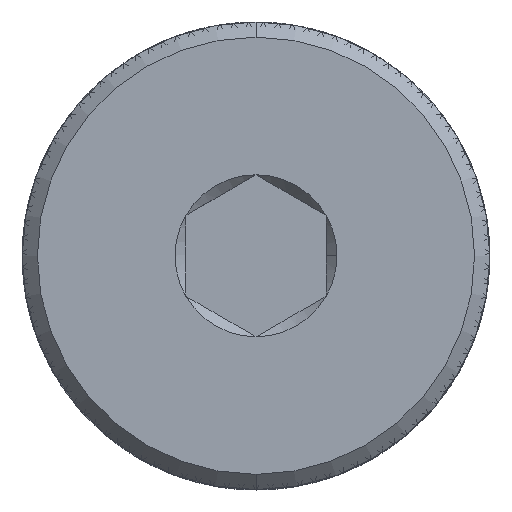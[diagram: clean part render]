
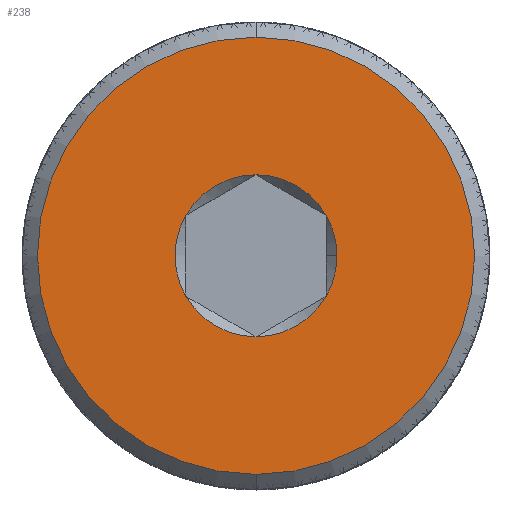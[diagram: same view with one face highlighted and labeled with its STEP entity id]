
A CAD part, top view. The second image highlights one B-rep face of the part: STEP entity #238.
In plain terms, the highlighted planar face has unit normal (0, 0, 1).
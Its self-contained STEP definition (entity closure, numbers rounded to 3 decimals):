
#93 = DIRECTION ( 'NONE',  ( 1., 0., 0. ) ) ;
#100 = CARTESIAN_POINT ( 'NONE',  ( 0., 0., 0. ) ) ;
#238 = ADVANCED_FACE ( 'NONE', ( #4895, #7198 ), #6897, .T. ) ;
#528 = VERTEX_POINT ( 'NONE', #7887 ) ;
#605 = DIRECTION ( 'NONE',  ( 1., 0., 0. ) ) ;
#609 = DIRECTION ( 'NONE',  ( 0., 0., 1. ) ) ;
#1035 = EDGE_CURVE ( 'NONE', #528, #6566, #11794, .T. ) ;
#1238 = DIRECTION ( 'NONE',  ( 0., 0., 1. ) ) ;
#1547 = DIRECTION ( 'NONE',  ( 1., 0., 0. ) ) ;
#1879 = VERTEX_POINT ( 'NONE', #8865 ) ;
#2545 = CIRCLE ( 'NONE', #3300, 1.732 ) ;
#2883 = CARTESIAN_POINT ( 'NONE',  ( 0., -4.675, 0. ) ) ;
#2914 = VERTEX_POINT ( 'NONE', #7349 ) ;
#2980 = CARTESIAN_POINT ( 'NONE',  ( 0., 0., 0. ) ) ;
#3250 = AXIS2_PLACEMENT_3D ( 'NONE', #2980, #609, #13015 ) ;
#3300 = AXIS2_PLACEMENT_3D ( 'NONE', #100, #1238, #10298 ) ;
#3339 = DIRECTION ( 'NONE',  ( 0., 0., 1. ) ) ;
#3540 = CARTESIAN_POINT ( 'NONE',  ( 1.5, -0.866, 0. ) ) ;
#3684 = EDGE_CURVE ( 'NONE', #6566, #5378, #2545, .T. ) ;
#3932 = CARTESIAN_POINT ( 'NONE',  ( 0., 0., 0. ) ) ;
#4109 = VERTEX_POINT ( 'NONE', #13658 ) ;
#4895 = FACE_BOUND ( 'NONE', #8511, .T. ) ;
#4953 = DIRECTION ( 'NONE',  ( 0., -1., 0. ) ) ;
#5028 = DIRECTION ( 'NONE',  ( 0., -1., 0. ) ) ;
#5044 = CARTESIAN_POINT ( 'NONE',  ( -1.5, 0.866, 0. ) ) ;
#5287 = ORIENTED_EDGE ( 'NONE', *, *, #8796, .T. ) ;
#5378 = VERTEX_POINT ( 'NONE', #3540 ) ;
#5468 = CIRCLE ( 'NONE', #3250, 1.732 ) ;
#5728 = DIRECTION ( 'NONE',  ( 0., 0., 1. ) ) ;
#5865 = CARTESIAN_POINT ( 'NONE',  ( 1.5, 0.866, 0. ) ) ;
#6043 = CARTESIAN_POINT ( 'NONE',  ( 0., 0., 0. ) ) ;
#6071 = EDGE_LOOP ( 'NONE', ( #5287, #9450 ) ) ;
#6123 = EDGE_CURVE ( 'NONE', #1879, #14342, #10767, .T. ) ;
#6566 = VERTEX_POINT ( 'NONE', #12583 ) ;
#6754 = DIRECTION ( 'NONE',  ( 0., 0., 1. ) ) ;
#6897 = PLANE ( 'NONE',  #7307 ) ;
#6966 = CARTESIAN_POINT ( 'NONE',  ( 0., 0., 0. ) ) ;
#7138 = EDGE_CURVE ( 'NONE', #11766, #2914, #12902, .T. ) ;
#7198 = FACE_OUTER_BOUND ( 'NONE', #6071, .T. ) ;
#7307 = AXIS2_PLACEMENT_3D ( 'NONE', #7901, #3339, #9191 ) ;
#7342 = ORIENTED_EDGE ( 'NONE', *, *, #9525, .F. ) ;
#7349 = CARTESIAN_POINT ( 'NONE',  ( 0., 4.675, 0. ) ) ;
#7403 = DIRECTION ( 'NONE',  ( 0., 0., 1. ) ) ;
#7442 = ORIENTED_EDGE ( 'NONE', *, *, #1035, .F. ) ;
#7458 = ORIENTED_EDGE ( 'NONE', *, *, #7580, .F. ) ;
#7580 = EDGE_CURVE ( 'NONE', #14342, #528, #10476, .T. ) ;
#7809 = CARTESIAN_POINT ( 'NONE',  ( 0., 0., 0. ) ) ;
#7887 = CARTESIAN_POINT ( 'NONE',  ( -1.5, -0.866, 0. ) ) ;
#7901 = CARTESIAN_POINT ( 'NONE',  ( 0., 0., 0. ) ) ;
#7960 = ORIENTED_EDGE ( 'NONE', *, *, #6123, .F. ) ;
#8511 = EDGE_LOOP ( 'NONE', ( #11352, #7442, #7458, #7960, #12883, #7342, #9709 ) ) ;
#8564 = CIRCLE ( 'NONE', #9486, 1.732 ) ;
#8796 = EDGE_CURVE ( 'NONE', #2914, #11766, #13842, .T. ) ;
#8865 = CARTESIAN_POINT ( 'NONE',  ( 0., 1.732, 0. ) ) ;
#9191 = DIRECTION ( 'NONE',  ( 0., -1., 0. ) ) ;
#9280 = DIRECTION ( 'NONE',  ( 1., 0., 0. ) ) ;
#9450 = ORIENTED_EDGE ( 'NONE', *, *, #7138, .T. ) ;
#9486 = AXIS2_PLACEMENT_3D ( 'NONE', #3932, #14303, #605 ) ;
#9525 = EDGE_CURVE ( 'NONE', #4109, #10951, #5468, .T. ) ;
#9709 = ORIENTED_EDGE ( 'NONE', *, *, #12878, .F. ) ;
#9734 = CIRCLE ( 'NONE', #13620, 1.732 ) ;
#9956 = EDGE_CURVE ( 'NONE', #10951, #1879, #9734, .T. ) ;
#10298 = DIRECTION ( 'NONE',  ( 1., 0., 0. ) ) ;
#10476 = CIRCLE ( 'NONE', #13241, 1.732 ) ;
#10767 = CIRCLE ( 'NONE', #13914, 1.732 ) ;
#10951 = VERTEX_POINT ( 'NONE', #5865 ) ;
#11352 = ORIENTED_EDGE ( 'NONE', *, *, #3684, .F. ) ;
#11530 = CARTESIAN_POINT ( 'NONE',  ( 0., 0., 0. ) ) ;
#11747 = CARTESIAN_POINT ( 'NONE',  ( 0., 0., 0. ) ) ;
#11766 = VERTEX_POINT ( 'NONE', #2883 ) ;
#11794 = CIRCLE ( 'NONE', #13038, 1.732 ) ;
#11867 = CARTESIAN_POINT ( 'NONE',  ( 0., 0., 0. ) ) ;
#12284 = AXIS2_PLACEMENT_3D ( 'NONE', #6043, #13052, #4953 ) ;
#12583 = CARTESIAN_POINT ( 'NONE',  ( 0., -1.732, 0. ) ) ;
#12747 = AXIS2_PLACEMENT_3D ( 'NONE', #11867, #7403, #5028 ) ;
#12878 = EDGE_CURVE ( 'NONE', #5378, #4109, #8564, .T. ) ;
#12883 = ORIENTED_EDGE ( 'NONE', *, *, #9956, .F. ) ;
#12902 = CIRCLE ( 'NONE', #12284, 4.675 ) ;
#13015 = DIRECTION ( 'NONE',  ( 1., 0., 0. ) ) ;
#13038 = AXIS2_PLACEMENT_3D ( 'NONE', #11530, #13692, #9280 ) ;
#13052 = DIRECTION ( 'NONE',  ( 0., 0., 1. ) ) ;
#13241 = AXIS2_PLACEMENT_3D ( 'NONE', #6966, #5728, #93 ) ;
#13383 = DIRECTION ( 'NONE',  ( 1., 0., 0. ) ) ;
#13620 = AXIS2_PLACEMENT_3D ( 'NONE', #7809, #6754, #13383 ) ;
#13658 = CARTESIAN_POINT ( 'NONE',  ( 1.732, 0., 0. ) ) ;
#13692 = DIRECTION ( 'NONE',  ( 0., 0., 1. ) ) ;
#13842 = CIRCLE ( 'NONE', #12747, 4.675 ) ;
#13914 = AXIS2_PLACEMENT_3D ( 'NONE', #11747, #13996, #1547 ) ;
#13996 = DIRECTION ( 'NONE',  ( 0., 0., 1. ) ) ;
#14303 = DIRECTION ( 'NONE',  ( 0., 0., 1. ) ) ;
#14342 = VERTEX_POINT ( 'NONE', #5044 ) ;
